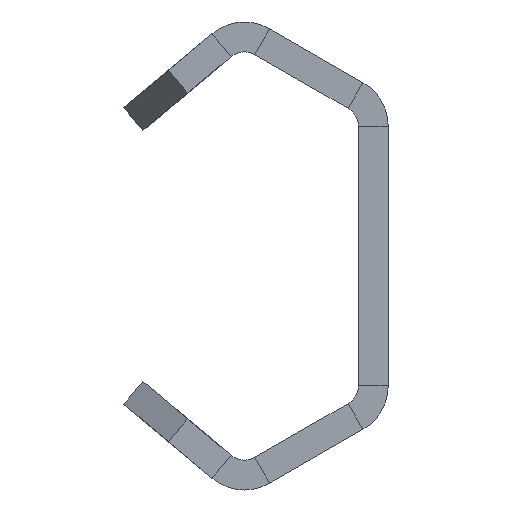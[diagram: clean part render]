
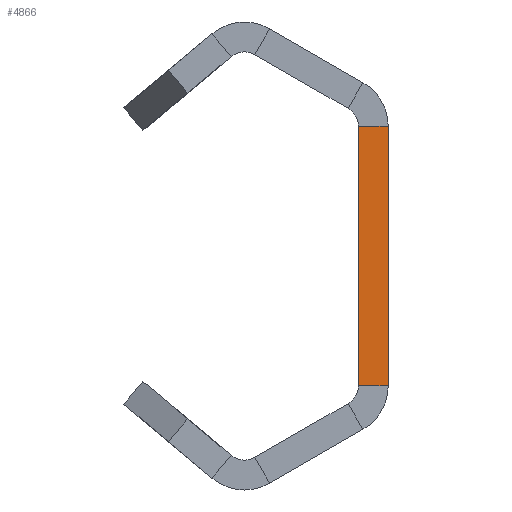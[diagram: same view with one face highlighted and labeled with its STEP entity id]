
A CAD part, left-side view. The second image highlights one B-rep face of the part: STEP entity #4866.
In plain terms, the highlighted planar face has unit normal (-1, 0, 0).
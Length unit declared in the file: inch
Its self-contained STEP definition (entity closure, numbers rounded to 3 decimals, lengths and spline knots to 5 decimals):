
#404=FACE_OUTER_BOUND('',#662,.T.);
#662=EDGE_LOOP('',(#3240,#3241,#3242,#3243));
#968=LINE('',#7148,#1496);
#969=LINE('',#7150,#1497);
#970=LINE('',#7152,#1498);
#971=LINE('',#7153,#1499);
#1496=VECTOR('',#5638,0.4);
#1497=VECTOR('',#5639,0.046);
#1498=VECTOR('',#5640,0.4);
#1499=VECTOR('',#5641,0.046);
#2024=VERTEX_POINT('',#7146);
#2025=VERTEX_POINT('',#7147);
#2026=VERTEX_POINT('',#7149);
#2027=VERTEX_POINT('',#7151);
#2504=EDGE_CURVE('',#2024,#2025,#968,.T.);
#2505=EDGE_CURVE('',#2026,#2025,#969,.T.);
#2506=EDGE_CURVE('',#2027,#2026,#970,.T.);
#2507=EDGE_CURVE('',#2027,#2024,#971,.T.);
#3240=ORIENTED_EDGE('',*,*,#2504,.T.);
#3241=ORIENTED_EDGE('',*,*,#2505,.F.);
#3242=ORIENTED_EDGE('',*,*,#2506,.F.);
#3243=ORIENTED_EDGE('',*,*,#2507,.T.);
#4712=PLANE('',#5144);
#4866=ADVANCED_FACE('',(#404),#4712,.F.);
#5144=AXIS2_PLACEMENT_3D('',#7145,#5636,#5637);
#5636=DIRECTION('center_axis',(1.,0.,0.));
#5637=DIRECTION('ref_axis',(0.,0.,-1.));
#5638=DIRECTION('',(0.,0.,1.));
#5639=DIRECTION('',(0.,-1.,0.));
#5640=DIRECTION('',(0.,0.,1.));
#5641=DIRECTION('',(0.,-1.,0.));
#7145=CARTESIAN_POINT('Origin',(-2.99298,0.046,0.6224));
#7146=CARTESIAN_POINT('',(-2.99298,0.,0.6224));
#7147=CARTESIAN_POINT('',(-2.99298,0.,1.0224));
#7148=CARTESIAN_POINT('',(-2.99298,0.,0.6224));
#7149=CARTESIAN_POINT('',(-2.99298,0.046,1.0224));
#7150=CARTESIAN_POINT('',(-2.99298,0.046,1.0224));
#7151=CARTESIAN_POINT('',(-2.99298,0.046,0.6224));
#7152=CARTESIAN_POINT('',(-2.99298,0.046,0.6224));
#7153=CARTESIAN_POINT('',(-2.99298,0.046,0.6224));
